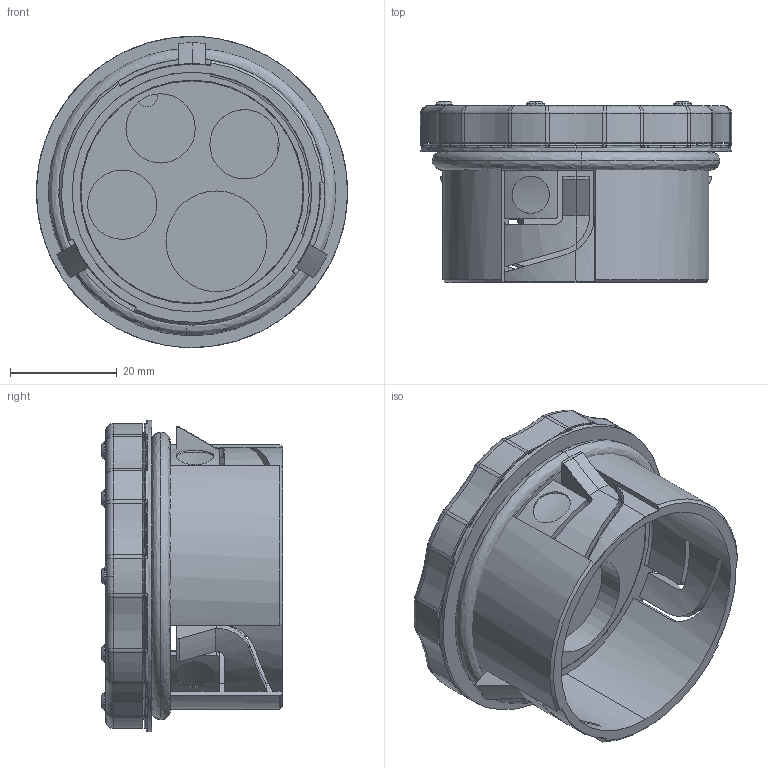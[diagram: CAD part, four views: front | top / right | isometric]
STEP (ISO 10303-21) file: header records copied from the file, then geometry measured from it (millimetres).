
FILE_DESCRIPTION (( 'STEP AP203' ), '1' );
FILE_NAME ('565201.step', '2022-03-30T19:21:46', ( '' ), ( '' ), 'SwSTEP 2.0', 'SolidWorks 2021', '' );
FILE_SCHEMA (( 'CONFIG_CONTROL_DESIGN' ));
Length unit declared in the file: millimetre
Products named in the file (1): 565201
Bounding box: 58.4 x 34 x 58.4 mm (x, y, z)
Volume: 30460.1 mm3; surface area: 30735.2 mm2
Topology: 6 solids, 6 shells, 491 faces, 1281 edges, 803 vertices
Faces by surface type: cylinder 195, bspline 112, plane 90, torus 49, cone 45
Entity records: 20754 total; most frequent: CARTESIAN_POINT 9302, ORIENTED_EDGE 2558, DIRECTION 2249, EDGE_CURVE 1279, AXIS2_PLACEMENT_3D 951, VERTEX_POINT 803, CIRCLE 571, EDGE_LOOP 536
